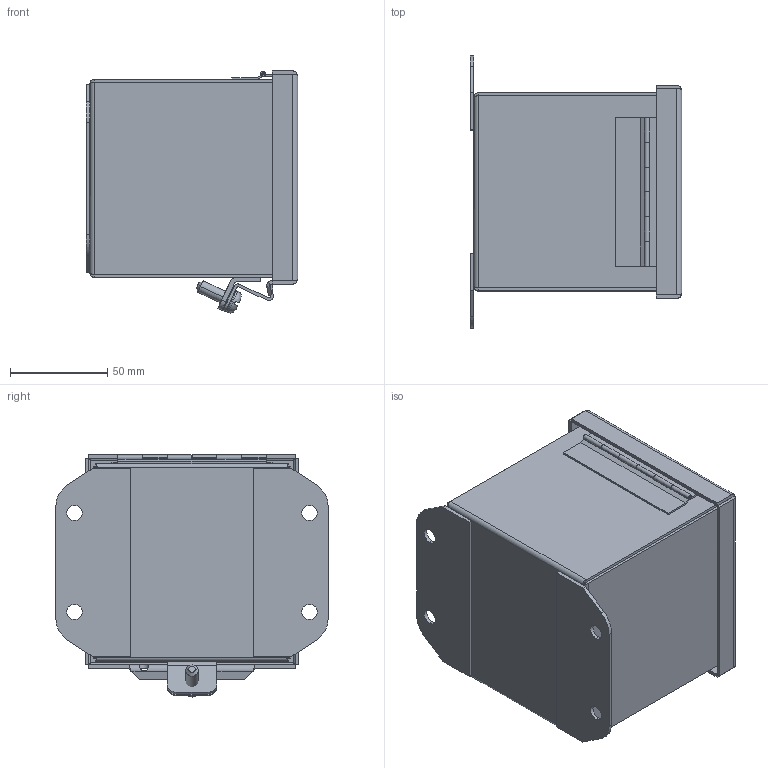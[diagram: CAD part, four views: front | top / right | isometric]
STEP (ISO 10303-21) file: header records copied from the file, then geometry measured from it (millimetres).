
FILE_DESCRIPTION (( 'STEP AP214' ), '1' );
FILE_NAME ('HJ444HLP.STEP', '2019-09-05T14:26:32', ( '' ), ( '' ), 'SwSTEP 2.0', 'SolidWorks 2018', '' );
FILE_SCHEMA (( 'AUTOMOTIVE_DESIGN' ));
Length unit declared in the file: inch
Products named in the file (1): HJ444HLP
Bounding box: 108.43 x 139.7 x 124.34 mm (x, y, z)
Volume: 147684.4 mm3; surface area: 186904.7 mm2
Topology: 13 solids, 14 shells, 490 faces, 1212 edges, 751 vertices
Faces by surface type: plane 283, cylinder 129, bspline 52, cone 22, torus 4
Entity records: 23955 total; most frequent: CARTESIAN_POINT 6091, ORIENTED_EDGE 2412, DIRECTION 2212, EDGE_CURVE 1206, VECTOR 818, LINE 818, VERTEX_POINT 751, AXIS2_PLACEMENT_3D 697
